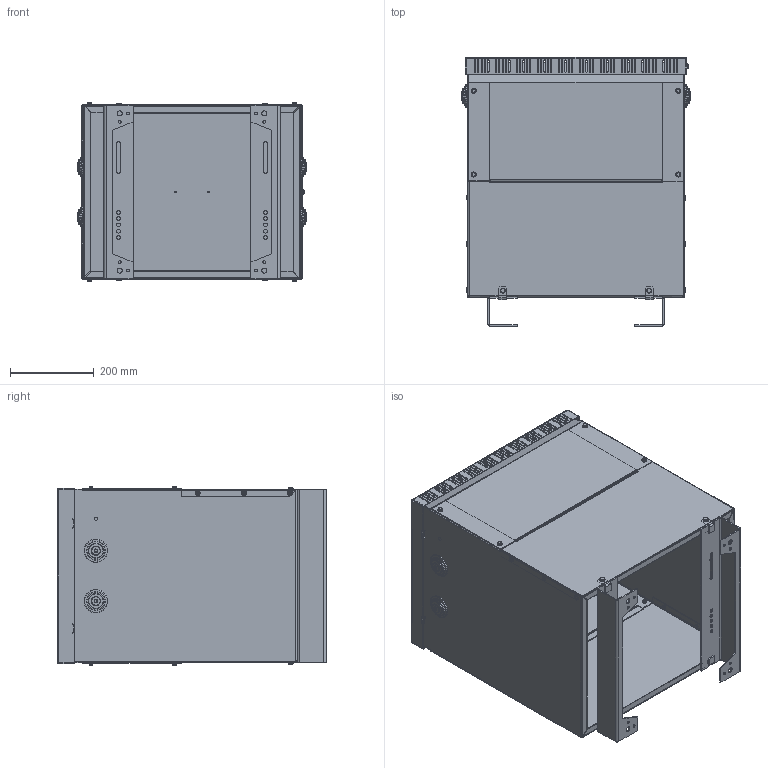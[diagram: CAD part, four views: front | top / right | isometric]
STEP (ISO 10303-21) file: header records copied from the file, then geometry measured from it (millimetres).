
FILE_DESCRIPTION(/* description */ (''),/* implementation_level */ '2;1');
FILE_NAME(/* name */ 'CAJ23RC70-1E-V04+ Tornilleria.stp',/* time_stamp */ '2024-03-04T12:11:28+01:00',/* author */ ('ops'),/* organization */ (''),/* preprocessor_version */ 'ST-DEVELOPER v16.13',/* originating_system */ 'Autodesk Inventor 2018',/* authorisation */ '');
FILE_SCHEMA (('AUTOMOTIVE_DESIGN { 1 0 10303 214 3 1 1 }'));
Length unit declared in the file: millimetre
Products named in the file (1): CAJ23RC70-1E-V04+ Tornilleria
Bounding box: 548.5 x 641.5 x 426.7 mm (x, y, z)
Volume: 2627093 mm3; surface area: 3288934 mm2
Topology: 51 solids, 51 shells, 1531 faces, 3620 edges, 2279 vertices
Faces by surface type: plane 888, cylinder 477, cone 118, torus 34, bspline 14
Full cylindrical faces by diameter (mm): 3.5 x2, 4.134 x4, 4.567 x1, 5 x9, 5.5 x18, 5.6 x1, 6 x18, 6.4 x12, 6.5 x4, 6.7 x1, 6.8 x8, 6.88 x8, 7.5 x8, 8 x10, 8.5 x4, 8.88 x4, 9 x10, 11 x1, 12 x22, 20 x4, 22 x4, 34 x4, 36 x4, 43 x4, 45 x4, 46.5 x4, 48 x4, 48.5 x4, 54 x4, 56 x4
Entity records: 44696 total; most frequent: CARTESIAN_POINT 7972, DIRECTION 7274, ORIENTED_EDGE 6694, EDGE_CURVE 3347, AXIS2_PLACEMENT_3D 2635, EDGE_LOOP 2278, VERTEX_POINT 2269, LINE 2004
